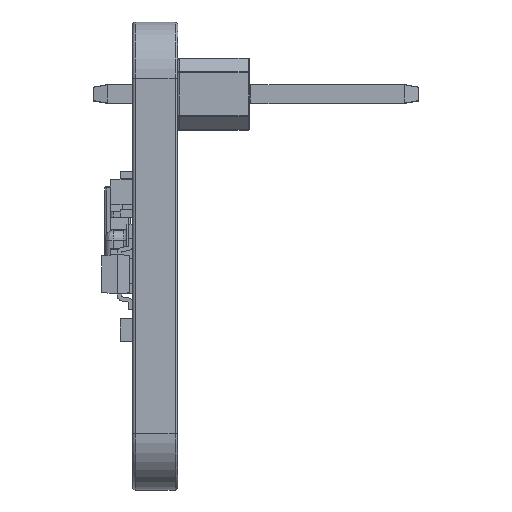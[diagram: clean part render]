
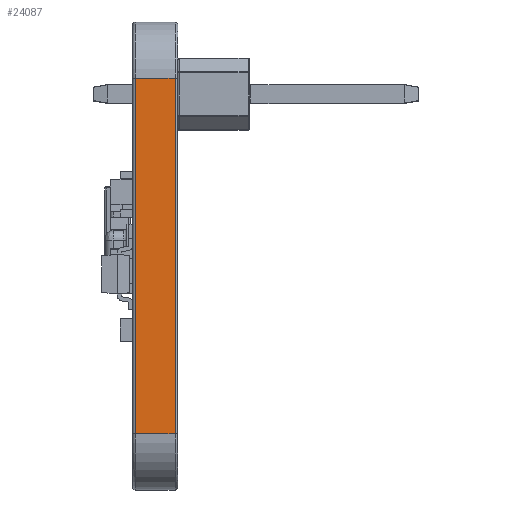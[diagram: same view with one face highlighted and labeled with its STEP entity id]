
A CAD part, left-side view. The second image highlights one B-rep face of the part: STEP entity #24087.
In plain terms, the highlighted planar face has unit normal (-1, 0, 0).
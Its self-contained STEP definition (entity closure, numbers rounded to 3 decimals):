
#1702=PLANE('',#25008);
#3302=LINE('',#45775,#5446);
#3303=LINE('',#45777,#5447);
#3304=LINE('',#45779,#5448);
#3305=LINE('',#45780,#5449);
#5446=VECTOR('',#27436,1000.);
#5447=VECTOR('',#27437,1000.);
#5448=VECTOR('',#27438,1000.);
#5449=VECTOR('',#27439,1000.);
#6671=FACE_OUTER_BOUND('',#7580,.T.);
#7580=EDGE_LOOP('',(#18344,#18345,#18346,#18347));
#11043=VERTEX_POINT('',#45773);
#11044=VERTEX_POINT('',#45774);
#11045=VERTEX_POINT('',#45776);
#11046=VERTEX_POINT('',#45778);
#14447=EDGE_CURVE('',#11043,#11044,#3302,.T.);
#14448=EDGE_CURVE('',#11044,#11045,#3303,.T.);
#14449=EDGE_CURVE('',#11045,#11046,#3304,.T.);
#14450=EDGE_CURVE('',#11046,#11043,#3305,.T.);
#18344=ORIENTED_EDGE('',*,*,#14447,.T.);
#18345=ORIENTED_EDGE('',*,*,#14448,.T.);
#18346=ORIENTED_EDGE('',*,*,#14449,.T.);
#18347=ORIENTED_EDGE('',*,*,#14450,.T.);
#24087=ADVANCED_FACE('',(#6671),#1702,.F.);
#25008=AXIS2_PLACEMENT_3D('',#45772,#27434,#27435);
#27434=DIRECTION('center_axis',(1.,0.,0.));
#27435=DIRECTION('ref_axis',(0.,0.,-1.));
#27436=DIRECTION('',(0.,1.,0.));
#27437=DIRECTION('',(0.,0.,-1.));
#27438=DIRECTION('',(0.,-1.,0.));
#27439=DIRECTION('',(0.,0.,1.));
#45772=CARTESIAN_POINT('Origin',(0.,1.6,0.));
#45773=CARTESIAN_POINT('',(0.,0.1,14.6));
#45774=CARTESIAN_POINT('',(0.,1.5,14.6));
#45775=CARTESIAN_POINT('',(0.,1.6,14.6));
#45776=CARTESIAN_POINT('',(0.,1.5,2.));
#45777=CARTESIAN_POINT('',(0.,1.5,2.));
#45778=CARTESIAN_POINT('',(0.,0.1,2.));
#45779=CARTESIAN_POINT('',(0.,1.6,2.));
#45780=CARTESIAN_POINT('',(0.,0.1,0.));
